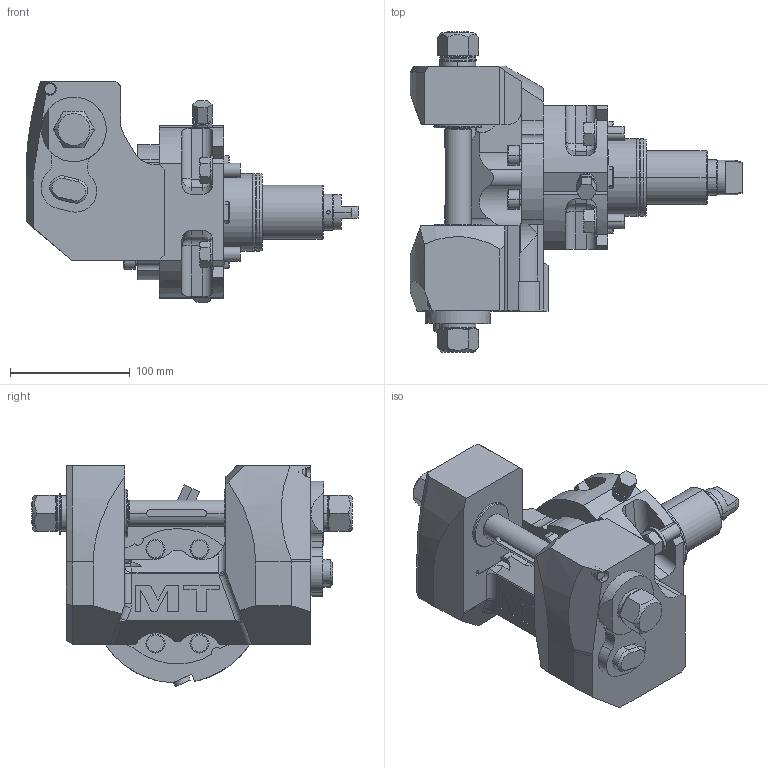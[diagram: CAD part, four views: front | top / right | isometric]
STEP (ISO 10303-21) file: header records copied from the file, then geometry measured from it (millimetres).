
FILE_DESCRIPTION((''),'2;1');
FILE_NAME('DWO0032100_CONF','2023-05-05T16:39:45',('gvalli'),('M.T. srl'),'CREO PARAMETRIC BY PTC INC, 2021072','CREO PARAMETRIC BY PTC INC, 2021072','');
FILE_SCHEMA(('CONFIG_CONTROL_DESIGN'));
Length unit declared in the file: millimetre
Products named in the file (1): DWO0032100_CONF
Bounding box: 277.27 x 267.7 x 185.15 mm (x, y, z)
Volume: 2965095 mm3; surface area: 217843.8 mm2
Topology: 1 solids, 1 shells, 569 faces, 1424 edges, 902 vertices
Faces by surface type: plane 285, cylinder 183, cone 66, torus 22, sphere 8, bspline 3, extrusion 2
Entity records: 19212 total; most frequent: CARTESIAN_POINT 5546, DIRECTION 2856, ORIENTED_EDGE 2844, EDGE_CURVE 1422, AXIS2_PLACEMENT_3D 1056, VERTEX_POINT 902, VECTOR 744, LINE 742
